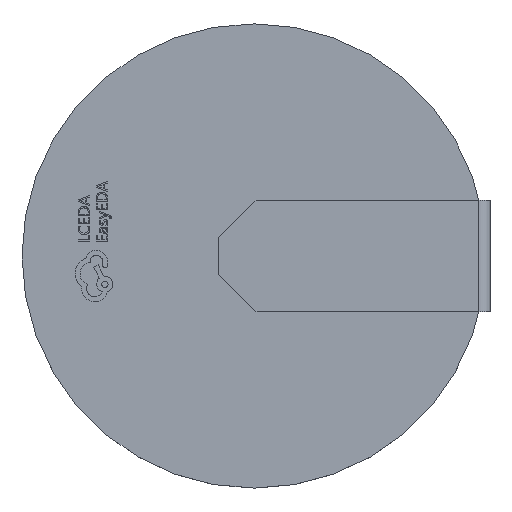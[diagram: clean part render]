
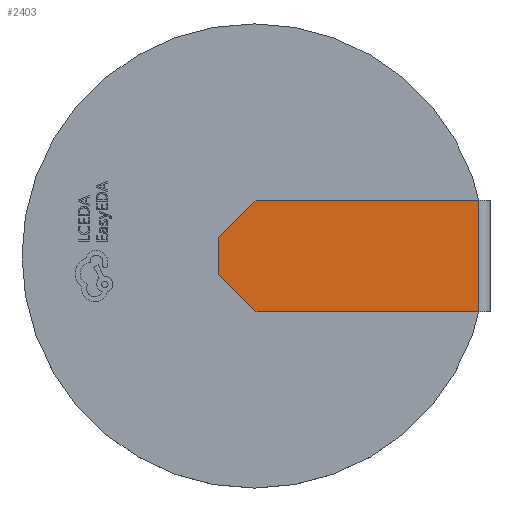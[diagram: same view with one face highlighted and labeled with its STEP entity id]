
A CAD part, top view. The second image highlights one B-rep face of the part: STEP entity #2403.
In plain terms, the highlighted planar face has unit normal (0, 0, 1).
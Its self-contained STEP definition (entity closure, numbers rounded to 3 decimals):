
#11 = CARTESIAN_POINT ( 'NONE',  ( -0.95, 1.5, 0.2 ) ) ;
#143 = CARTESIAN_POINT ( 'NONE',  ( -0.95, 1.5, 0.2 ) ) ;
#198 = VECTOR ( 'NONE', #3250, 1000. ) ;
#574 = CARTESIAN_POINT ( 'NONE',  ( -0.95, 0.5, 0.2 ) ) ;
#954 = FACE_OUTER_BOUND ( 'NONE', #3805, .T. ) ;
#1188 = CARTESIAN_POINT ( 'NONE',  ( -0.95, 1.5, 0.2 ) ) ;
#1607 = VERTEX_POINT ( 'NONE', #2458 ) ;
#1649 = DIRECTION ( 'NONE',  ( 1., 0., 0. ) ) ;
#1846 = VERTEX_POINT ( 'NONE', #574 ) ;
#1958 = EDGE_CURVE ( 'NONE', #1607, #1846, #7937, .T. ) ;
#1989 = EDGE_CURVE ( 'NONE', #10978, #7498, #3865, .T. ) ;
#2403 = ADVANCED_FACE ( 'NONE', ( #954 ), #5045, .F. ) ;
#2446 = EDGE_CURVE ( 'NONE', #1607, #6898, #9361, .T. ) ;
#2458 = CARTESIAN_POINT ( 'NONE',  ( 0.05, 1.5, 0.2 ) ) ;
#2906 = ORIENTED_EDGE ( 'NONE', *, *, #2446, .F. ) ;
#3019 = CARTESIAN_POINT ( 'NONE',  ( 0.05, -1.5, 0.2 ) ) ;
#3056 = CARTESIAN_POINT ( 'NONE',  ( -0.95, 0.5, 0.2 ) ) ;
#3250 = DIRECTION ( 'NONE',  ( 1., 0., 0. ) ) ;
#3619 = VECTOR ( 'NONE', #6126, 1000. ) ;
#3715 = VERTEX_POINT ( 'NONE', #12206 ) ;
#3805 = EDGE_LOOP ( 'NONE', ( #2906, #5066, #9357, #10459, #12130, #10512 ) ) ;
#3865 = LINE ( 'NONE', #6913, #3619 ) ;
#4144 = CARTESIAN_POINT ( 'NONE',  ( -0.95, -0.5, 0.2 ) ) ;
#4974 = EDGE_CURVE ( 'NONE', #7498, #3715, #10570, .T. ) ;
#5045 = PLANE ( 'NONE',  #6192 ) ;
#5066 = ORIENTED_EDGE ( 'NONE', *, *, #1958, .T. ) ;
#5118 = VECTOR ( 'NONE', #6991, 1000. ) ;
#5369 = DIRECTION ( 'NONE',  ( 0., 0., -1. ) ) ;
#6126 = DIRECTION ( 'NONE',  ( 0.707, -0.707, 0. ) ) ;
#6192 = AXIS2_PLACEMENT_3D ( 'NONE', #11, #5369, #7297 ) ;
#6401 = LINE ( 'NONE', #1188, #9410 ) ;
#6463 = DIRECTION ( 'NONE',  ( 0., -1., 0. ) ) ;
#6847 = EDGE_CURVE ( 'NONE', #1846, #10978, #6401, .T. ) ;
#6861 = CARTESIAN_POINT ( 'NONE',  ( 6.05, 1.5, 0.2 ) ) ;
#6898 = VERTEX_POINT ( 'NONE', #6861 ) ;
#6913 = CARTESIAN_POINT ( 'NONE',  ( 0.05, -1.5, 0.2 ) ) ;
#6991 = DIRECTION ( 'NONE',  ( -0.707, -0.707, 0. ) ) ;
#7297 = DIRECTION ( 'NONE',  ( -1., 0., 0. ) ) ;
#7498 = VERTEX_POINT ( 'NONE', #3019 ) ;
#7521 = CARTESIAN_POINT ( 'NONE',  ( -0.95, -1.5, 0.2 ) ) ;
#7937 = LINE ( 'NONE', #3056, #5118 ) ;
#8175 = EDGE_CURVE ( 'NONE', #6898, #3715, #11307, .T. ) ;
#8303 = CARTESIAN_POINT ( 'NONE',  ( 6.05, 1.5, 0.2 ) ) ;
#9357 = ORIENTED_EDGE ( 'NONE', *, *, #6847, .T. ) ;
#9361 = LINE ( 'NONE', #143, #198 ) ;
#9410 = VECTOR ( 'NONE', #6463, 1000. ) ;
#10363 = DIRECTION ( 'NONE',  ( 0., -1., 0. ) ) ;
#10459 = ORIENTED_EDGE ( 'NONE', *, *, #1989, .T. ) ;
#10512 = ORIENTED_EDGE ( 'NONE', *, *, #8175, .F. ) ;
#10570 = LINE ( 'NONE', #7521, #12693 ) ;
#10978 = VERTEX_POINT ( 'NONE', #4144 ) ;
#11307 = LINE ( 'NONE', #8303, #12416 ) ;
#12130 = ORIENTED_EDGE ( 'NONE', *, *, #4974, .T. ) ;
#12206 = CARTESIAN_POINT ( 'NONE',  ( 6.05, -1.5, 0.2 ) ) ;
#12416 = VECTOR ( 'NONE', #10363, 1000. ) ;
#12693 = VECTOR ( 'NONE', #1649, 1000. ) ;
